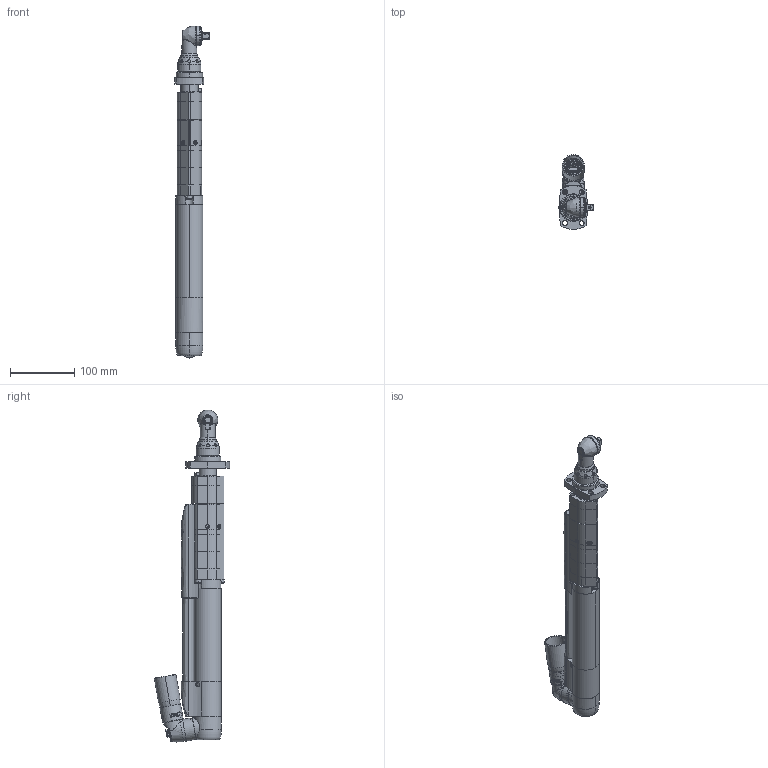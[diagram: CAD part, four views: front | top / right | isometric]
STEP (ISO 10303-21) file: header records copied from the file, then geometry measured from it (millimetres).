
FILE_DESCRIPTION((''),'2;1');
FILE_NAME('9831407761_ASM','2016-07-13T',('TOOcsr'),(''),'CREO PARAMETRIC BY PTC INC, 2015380','CREO PARAMETRIC BY PTC INC, 2015380','');
FILE_SCHEMA(('CONFIG_CONTROL_DESIGN','GEOMETRIC_VALIDATION_PROPERTIES_MIM'));
Products named in the file (46): 4230260102; 4230260112_ASM; 4230262500; 0219110017; 4230262900; 4230262180_ASM; 4230263000; 4230263200; 4230263300; 4230263280_ASM; 4230263700; 4230262700; 4230263500_AF0; 0215000398; 4230264080_ASM; 4230261700_AF0; 4230300080_ASM; 4230301180_ASM; 4230161700; 4230161900; 0211122000; 4230161781_ASM; 4230161300; 4230218070_AF0; 4230218070_AF1; 4230265880_ASM; 0216195765; 4230297280_ASM; 4230296280_ASM; 4230264411; 0211117400; 4232156900; 0246195689; 0261109110; 4232156880_ASM; 4220353604; 4220356830; 4220356860_ASM; 4220356800; 4090066100 ...
Assembly tree (53 placements, depth 5):
  9831407761_ASM
    4230301180_ASM
      4230260112_ASM
        4230260102
      4230262180_ASM
        4230262500
        0219110017  x2
        4230262900
      4230264080_ASM
        4230263000
        4230263280_ASM
          4230263200
          4230263300
        4230263700
        4230262700
        4230263500_AF0
        0215000398
      4230300080_ASM
        4230261700_AF0
    4230161781_ASM
      4230161700
      4230161900  x2
      0211122000  x3
    4230296280_ASM
      4230297280_ASM
        4230161300
        4230265880_ASM
          4230218070_AF0
          4230218070_AF1
        0216195765  x4
    4230264411
    0211117400  x2
    4232156880_ASM
      4232156900
      0246195689
      0261109110
    4224251404_ASM
      4220353604
      4220356860_ASM
        4220356830
      4220356800
      4090066100
      4220356801
      4250085100
      0108169062
    4220084100
Bounding box: 53.3 x 117.06 x 515.63 mm (x, y, z)
Volume: 434545.2 mm3; surface area: 261280 mm2
Topology: 41 solids, 56 shells, 3647 faces, 9870 edges, 6468 vertices
Faces by surface type: plane 1414, cylinder 1288, torus 404, bspline 255, cone 247, sphere 20, extrusion 13, revolution 6
Entity records: 135452 total; most frequent: CARTESIAN_POINT 36078, ORIENTED_EDGE 16156, DIRECTION 15200, EDGE_CURVE 8106, PRESENTATION_STYLE_ASSIGNMENT 7080, STYLED_ITEM 6951, CURVE_STYLE 6881, AXIS2_PLACEMENT_3D 5871
